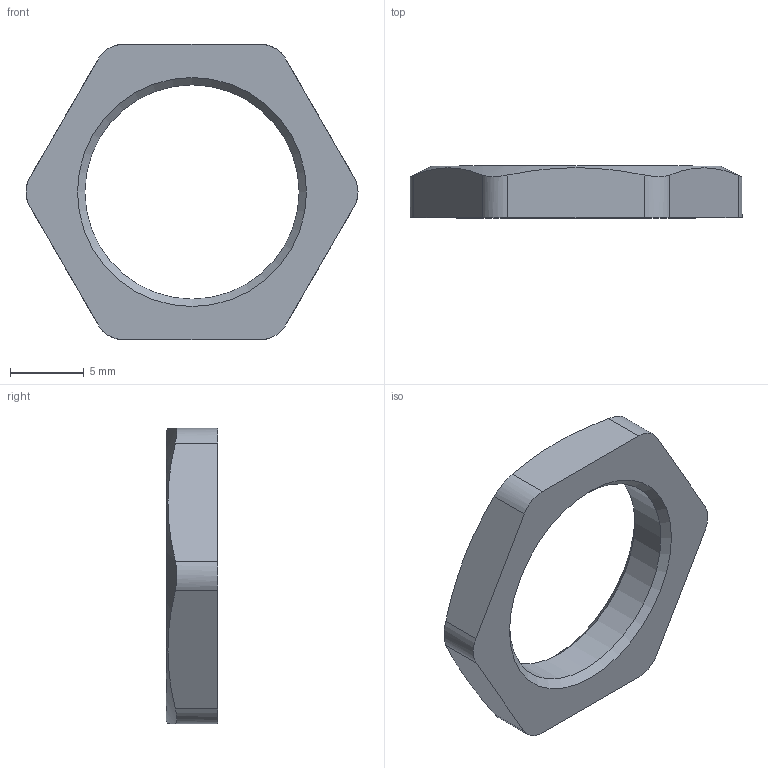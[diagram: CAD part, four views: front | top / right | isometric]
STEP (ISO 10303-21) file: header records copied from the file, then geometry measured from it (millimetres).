
FILE_DESCRIPTION(/* description */ ('','CAx-IF Rec.Pracs.---Representation and Presentation of Product Manufacturing Information (PMI)---4.0---2014-10-13'),/* implementation_level */ '2;1');
FILE_NAME(/* name */ 'ЗЭТАРУС Гайка ГП2 M16.stp',/* time_stamp */ '2022-06-16T10:42:11+07:00',/* author */ ('zeta-09'),/* organization */ (''),/* preprocessor_version */ 'ST-DEVELOPER v18.1',/* originating_system */ 'Autodesk Inventor 2021',/* authorisation */ '');
FILE_SCHEMA (('AP242_MANAGED_MODEL_BASED_3D_ENGINEERING_MIM_LF { 1 0 10303 442 1 1 4 }'));
Length unit declared in the file: millimetre
Products named in the file (1): Гайка ГП M16x1,5
Bounding box: 22.48 x 3.5 x 20 mm (x, y, z)
Volume: 607.1 mm3; surface area: 711.9 mm2
Topology: 1 solids, 1 shells, 18 faces, 63 edges, 63 vertices
Faces by surface type: plane 8, cylinder 7, cone 3
Full cylindrical faces by diameter (mm): 14.5 x1
Entity records: 718 total; most frequent: CARTESIAN_POINT 195, ORIENTED_EDGE 92, DIRECTION 84, EDGE_CURVE 46, AXIS2_PLACEMENT_3D 31, VERTEX_POINT 30, LINE 22, VECTOR 22
